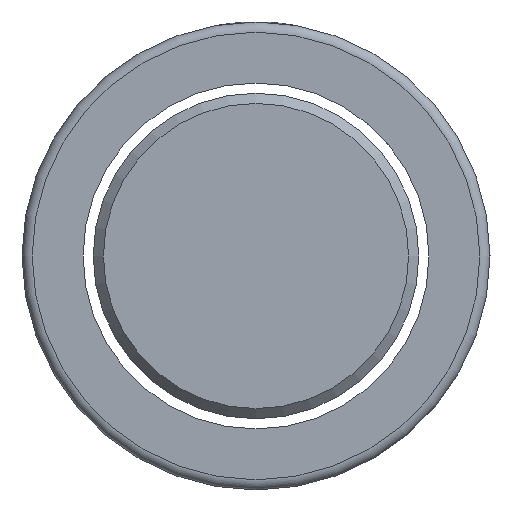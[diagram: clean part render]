
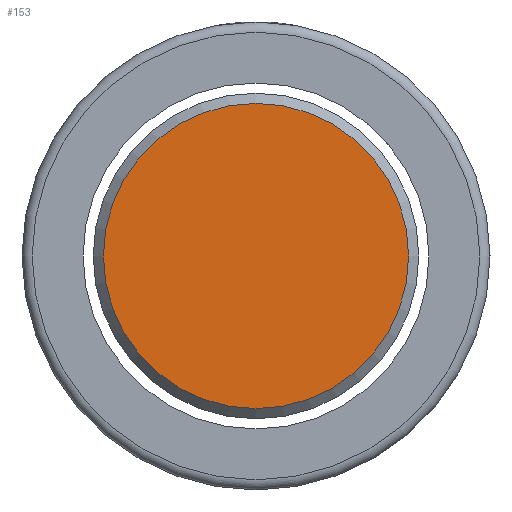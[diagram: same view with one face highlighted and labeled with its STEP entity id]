
A CAD part, left-side view. The second image highlights one B-rep face of the part: STEP entity #153.
In plain terms, the highlighted planar face has unit normal (-1, 0, 0).
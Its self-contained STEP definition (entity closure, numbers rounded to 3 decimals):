
#123=PLANE('',#367);
#132=FACE_OUTER_BOUND('',#218,.T.);
#153=ADVANCED_FACE('',(#132),#123,.T.);
#218=EDGE_LOOP('',(#270));
#270=ORIENTED_EDGE('',*,*,#322,.T.);
#296=VERTEX_POINT('',#600);
#322=EDGE_CURVE('',#296,#296,#336,.T.);
#336=CIRCLE('',#366,15.);
#366=AXIS2_PLACEMENT_3D('',#599,#435,#436);
#367=AXIS2_PLACEMENT_3D('',#601,#437,#438);
#435=DIRECTION('',(-1.,0.,0.));
#436=DIRECTION('',(0.,-1.,0.));
#437=DIRECTION('',(-1.,0.,0.));
#438=DIRECTION('',(0.,-1.,0.));
#599=CARTESIAN_POINT('',(-90.,0.,0.));
#600=CARTESIAN_POINT('',(-90.,-15.,0.));
#601=CARTESIAN_POINT('',(-90.,8.,0.));
